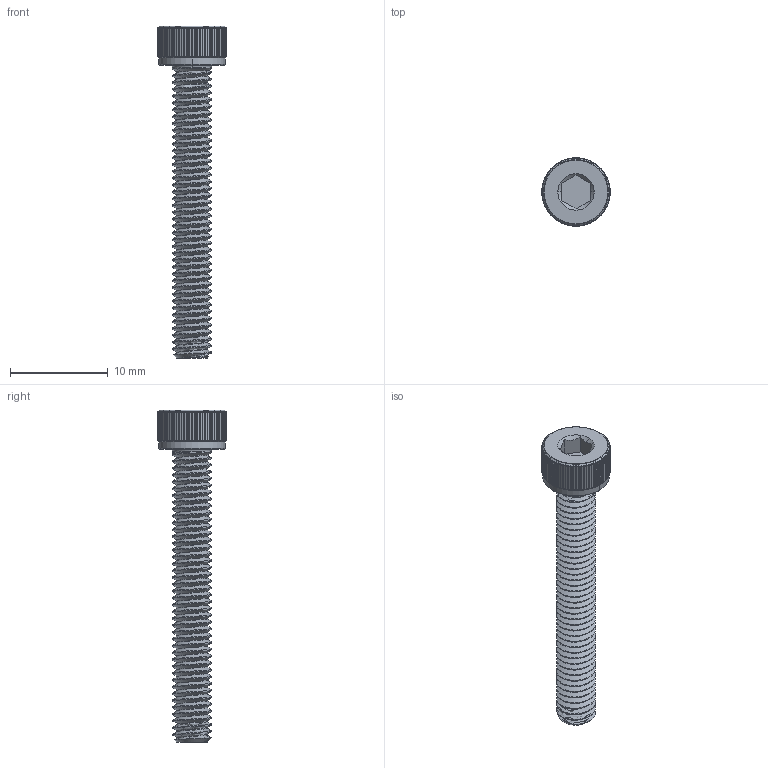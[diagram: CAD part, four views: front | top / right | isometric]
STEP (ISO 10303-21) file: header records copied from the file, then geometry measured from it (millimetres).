
FILE_DESCRIPTION (( 'STEP AP203' ), '1' );
FILE_NAME ('91290A172_Alloy Steel Socket Head Screw.STEP', '2023-02-07T16:36:23', ( 'Administrator' ), ( 'Managed by Terraform' ), 'SwSTEP 2.0', 'SolidWorks 2017', '' );
FILE_SCHEMA (( 'CONFIG_CONTROL_DESIGN' ));
Length unit declared in the file: millimetre
Products named in the file (1): 91290A172_Alloy Steel Socket Head Screw
Bounding box: 7 x 7 x 34 mm (x, y, z)
Volume: 434.5 mm3; surface area: 776.9 mm2
Topology: 1 solids, 1 shells, 615 faces, 1819 edges, 1208 vertices
Faces by surface type: cylinder 262, plane 170, torus 168, cone 12, bspline 3
Entity records: 31417 total; most frequent: CARTESIAN_POINT 16776, ORIENTED_EDGE 3638, DIRECTION 2376, EDGE_CURVE 1819, VERTEX_POINT 1208, AXIS2_PLACEMENT_3D 966, B_SPLINE_CURVE_WITH_KNOTS 851, EDGE_LOOP 617
